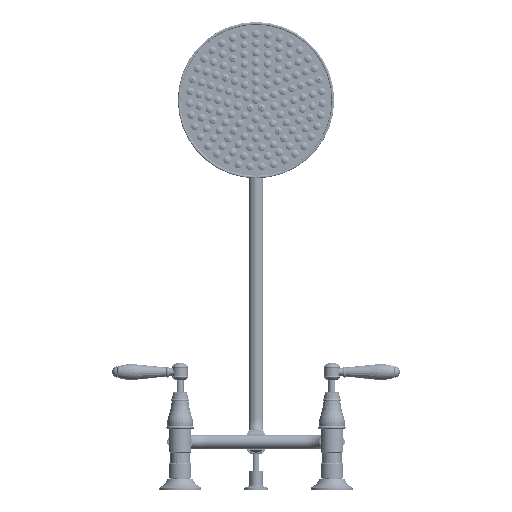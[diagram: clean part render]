
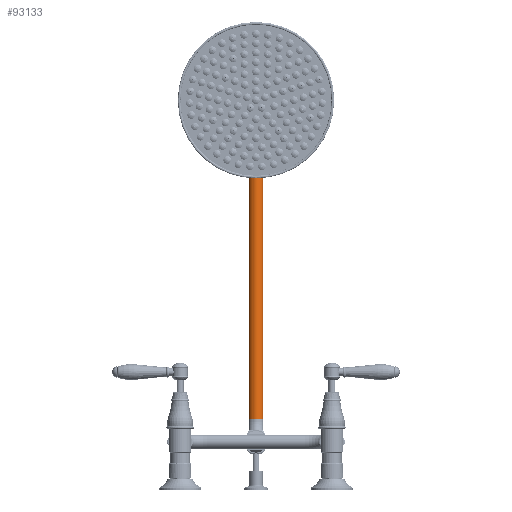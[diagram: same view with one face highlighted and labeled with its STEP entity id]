
A CAD part, front view. The second image highlights one B-rep face of the part: STEP entity #93133.
In plain terms, the highlighted cylindrical face has radius 9.5 mm (diameter 19 mm), a partial arc.
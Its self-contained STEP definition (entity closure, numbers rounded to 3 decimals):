
#2360 = EDGE_CURVE ( 'NONE', #127305, #118032, #99917, .T. ) ;
#3655 = CIRCLE ( 'NONE', #92888, 9.5 ) ;
#8350 = AXIS2_PLACEMENT_3D ( 'NONE', #109988, #144562, #9935 ) ;
#9254 = CARTESIAN_POINT ( 'NONE',  ( 195., 74., 9.5 ) ) ;
#9935 = DIRECTION ( 'NONE',  ( 0., 0., 1. ) ) ;
#12688 = DIRECTION ( 'NONE',  ( -1., 0., 0. ) ) ;
#13046 = VECTOR ( 'NONE', #46500, 1000. ) ;
#15025 = DIRECTION ( 'NONE',  ( 0., 0., 1. ) ) ;
#16069 = CARTESIAN_POINT ( 'NONE',  ( 195., 74., -9.5 ) ) ;
#19564 = VECTOR ( 'NONE', #68412, 1000. ) ;
#22305 = CIRCLE ( 'NONE', #78637, 9.5 ) ;
#33828 = ORIENTED_EDGE ( 'NONE', *, *, #87810, .T. ) ;
#35816 = EDGE_CURVE ( 'NONE', #136123, #60368, #22305, .T. ) ;
#45050 = CARTESIAN_POINT ( 'NONE',  ( -195., 74., 0. ) ) ;
#46500 = DIRECTION ( 'NONE',  ( -1., 0., 0. ) ) ;
#60136 = VERTEX_POINT ( 'NONE', #16069 ) ;
#60368 = VERTEX_POINT ( 'NONE', #115944 ) ;
#60922 = CARTESIAN_POINT ( 'NONE',  ( 195., 74., 0. ) ) ;
#66189 = ORIENTED_EDGE ( 'NONE', *, *, #78428, .F. ) ;
#67690 = LINE ( 'NONE', #112602, #19564 ) ;
#68412 = DIRECTION ( 'NONE',  ( -1., 0., 0. ) ) ;
#72330 = EDGE_LOOP ( 'NONE', ( #66189, #33828, #118674, #145160, #140493, #133252 ) ) ;
#78428 = EDGE_CURVE ( 'NONE', #60136, #136123, #67690, .T. ) ;
#78637 = AXIS2_PLACEMENT_3D ( 'NONE', #104027, #115802, #15025 ) ;
#82683 = EDGE_CURVE ( 'NONE', #60368, #88977, #3655, .T. ) ;
#82962 = DIRECTION ( 'NONE',  ( -1., 0., 0. ) ) ;
#87175 = CARTESIAN_POINT ( 'NONE',  ( 195., 74., 0. ) ) ;
#87810 = EDGE_CURVE ( 'NONE', #60136, #127305, #93291, .T. ) ;
#88655 = DIRECTION ( 'NONE',  ( 0., 0., 1. ) ) ;
#88977 = VERTEX_POINT ( 'NONE', #112942 ) ;
#88985 = AXIS2_PLACEMENT_3D ( 'NONE', #87175, #134978, #88655 ) ;
#89196 = LINE ( 'NONE', #102415, #13046 ) ;
#90083 = CYLINDRICAL_SURFACE ( 'NONE', #88985, 9.5 ) ;
#92888 = AXIS2_PLACEMENT_3D ( 'NONE', #45050, #12688, #100253 ) ;
#93133 = ADVANCED_FACE ( 'NONE', ( #132812 ), #90083, .T. ) ;
#93291 = CIRCLE ( 'NONE', #114444, 9.5 ) ;
#99917 = CIRCLE ( 'NONE', #8350, 9.5 ) ;
#100253 = DIRECTION ( 'NONE',  ( 0., 0., 1. ) ) ;
#102415 = CARTESIAN_POINT ( 'NONE',  ( 195., 74., 9.5 ) ) ;
#103792 = EDGE_CURVE ( 'NONE', #118032, #88977, #89196, .T. ) ;
#104027 = CARTESIAN_POINT ( 'NONE',  ( -195., 74., 0. ) ) ;
#109988 = CARTESIAN_POINT ( 'NONE',  ( 195., 74., 0. ) ) ;
#112602 = CARTESIAN_POINT ( 'NONE',  ( 195., 74., -9.5 ) ) ;
#112942 = CARTESIAN_POINT ( 'NONE',  ( -195., 74., 9.5 ) ) ;
#114444 = AXIS2_PLACEMENT_3D ( 'NONE', #60922, #82962, #139648 ) ;
#115802 = DIRECTION ( 'NONE',  ( -1., 0., 0. ) ) ;
#115944 = CARTESIAN_POINT ( 'NONE',  ( -195., 64.5, 0. ) ) ;
#118032 = VERTEX_POINT ( 'NONE', #9254 ) ;
#118674 = ORIENTED_EDGE ( 'NONE', *, *, #2360, .T. ) ;
#125974 = CARTESIAN_POINT ( 'NONE',  ( 195., 64.5, 0. ) ) ;
#127305 = VERTEX_POINT ( 'NONE', #125974 ) ;
#132812 = FACE_OUTER_BOUND ( 'NONE', #72330, .T. ) ;
#133252 = ORIENTED_EDGE ( 'NONE', *, *, #35816, .F. ) ;
#134513 = CARTESIAN_POINT ( 'NONE',  ( -195., 74., -9.5 ) ) ;
#134978 = DIRECTION ( 'NONE',  ( -1., 0., 0. ) ) ;
#136123 = VERTEX_POINT ( 'NONE', #134513 ) ;
#139648 = DIRECTION ( 'NONE',  ( 0., 0., 1. ) ) ;
#140493 = ORIENTED_EDGE ( 'NONE', *, *, #82683, .F. ) ;
#144562 = DIRECTION ( 'NONE',  ( -1., 0., 0. ) ) ;
#145160 = ORIENTED_EDGE ( 'NONE', *, *, #103792, .T. ) ;
